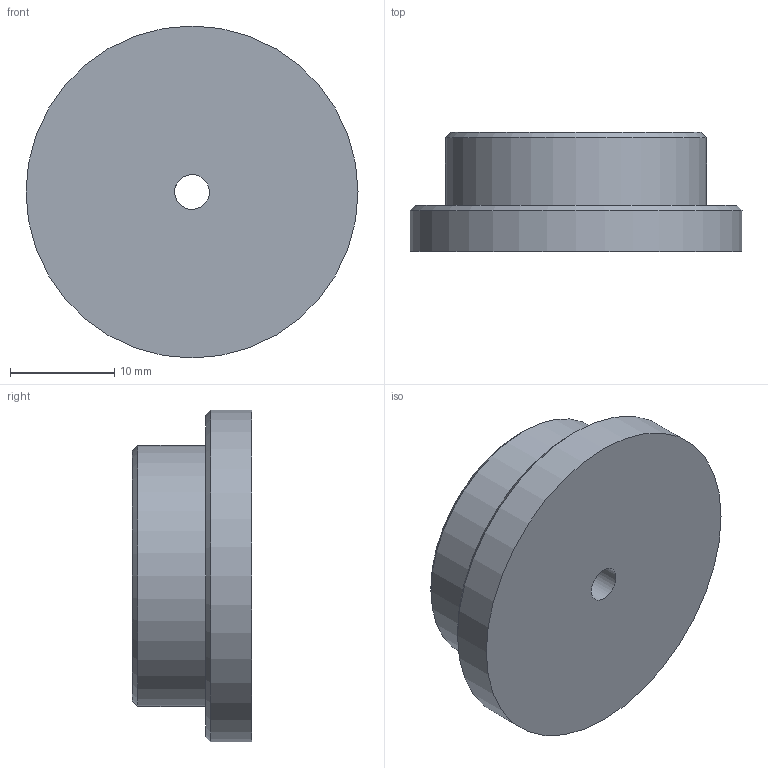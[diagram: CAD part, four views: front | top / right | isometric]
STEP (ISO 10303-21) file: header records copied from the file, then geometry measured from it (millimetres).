
FILE_DESCRIPTION(/* description */ (''),/* implementation_level */ '2;1');
FILE_NAME(/* name */ 'FiberLaunchPedistal v1.step',/* time_stamp */ '2017-01-16T14:39:04+11:00',/* author */ (''),/* organization */ (''),/* preprocessor_version */ 'ST-DEVELOPER v16.5',/* originating_system */ 'Autodesk Translation Framework v5.2.0.2920',/* authorisation */ '');
FILE_SCHEMA (('AUTOMOTIVE_DESIGN { 1 0 10303 214 3 1 1 }'));
Length unit declared in the file: millimetre
Products named in the file (1): FiberLaunchPedistal v1
Bounding box: 31.8 x 11.4 x 31.8 mm (x, y, z)
Volume: 6807.8 mm3; surface area: 2624 mm2
Topology: 1 solids, 1 shells, 9 faces, 16 edges, 10 vertices
Faces by surface type: cone 3, cylinder 3, plane 3
Full cylindrical faces by diameter (mm): 3.332 x1, 25 x1, 31.8 x1
Entity records: 217 total; most frequent: DIRECTION 38, CARTESIAN_POINT 28, AXIS2_PLACEMENT_3D 19, EDGE_LOOP 18, ORIENTED_EDGE 18, FACE_BOUND 9, FACE_OUTER_BOUND 9, CIRCLE 9
